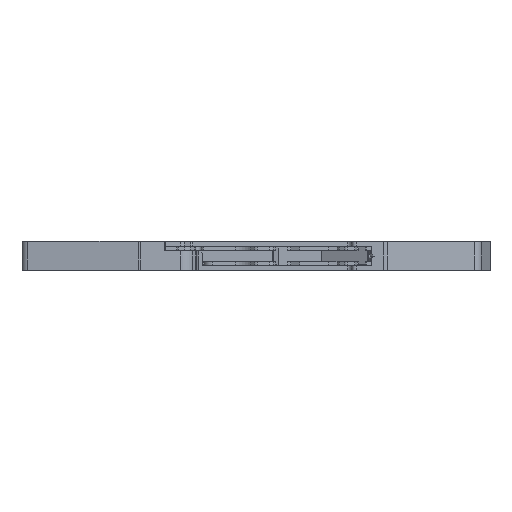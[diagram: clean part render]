
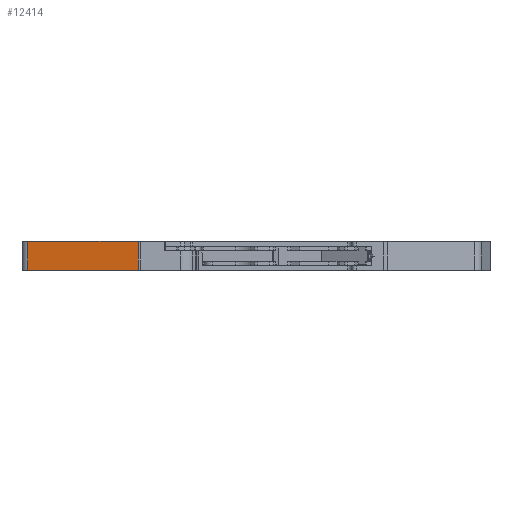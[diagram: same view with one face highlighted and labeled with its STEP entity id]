
A CAD part, front view. The second image highlights one B-rep face of the part: STEP entity #12414.
In plain terms, the highlighted planar face has unit normal (-0.131, -0.991, 0).
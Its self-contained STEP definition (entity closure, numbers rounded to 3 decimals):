
#597 = DIRECTION ( 'NONE',  ( -0.991, 0.131, 0. ) ) ;
#598 = LINE ( 'NONE', #601, #13452 ) ;
#601 = CARTESIAN_POINT ( 'NONE',  ( 230.493, 5.49, -0.345 ) ) ;
#607 = LINE ( 'NONE', #620, #13589 ) ;
#620 = CARTESIAN_POINT ( 'NONE',  ( 205.493, 8.781, -105.54 ) ) ;
#656 = DIRECTION ( 'NONE',  ( 0., 0., 1. ) ) ;
#4424 = EDGE_CURVE ( 'NONE', #18460, #18464, #9024, .T. ) ;
#4558 = EDGE_CURVE ( 'NONE', #18464, #18670, #9444, .T. ) ;
#5433 = CARTESIAN_POINT ( 'NONE',  ( 230.493, 5.49, -0.345 ) ) ;
#5453 = CARTESIAN_POINT ( 'NONE',  ( 230.493, 5.49, 6.21 ) ) ;
#5505 = CARTESIAN_POINT ( 'NONE',  ( 205.493, 8.781, 6.21 ) ) ;
#5744 = CARTESIAN_POINT ( 'NONE',  ( 205.493, 8.781, -0.345 ) ) ;
#9004 = CARTESIAN_POINT ( 'NONE',  ( 230.493, 5.49, -105.54 ) ) ;
#9024 = LINE ( 'NONE', #9004, #15404 ) ;
#9039 = DIRECTION ( 'NONE',  ( 0., 0., 1. ) ) ;
#9444 = LINE ( 'NONE', #9445, #15607 ) ;
#9445 = CARTESIAN_POINT ( 'NONE',  ( 265.591, 0.869, 6.21 ) ) ;
#9447 = DIRECTION ( 'NONE',  ( -0.991, 0.131, 0. ) ) ;
#11252 = DIRECTION ( 'NONE',  ( -0.131, -0.991, 0. ) ) ;
#11254 = DIRECTION ( 'NONE',  ( 0.991, -0.131, 0. ) ) ;
#11275 = CARTESIAN_POINT ( 'NONE',  ( 265.591, 0.869, -105.54 ) ) ;
#11285 = PLANE ( 'NONE',  #13122 ) ;
#11303 = FACE_OUTER_BOUND ( 'NONE', #18429, .T. ) ;
#12414 = ADVANCED_FACE ( 'NONE', ( #11303 ), #11285, .T. ) ;
#13122 = AXIS2_PLACEMENT_3D ( 'NONE', #11275, #11252, #11254 ) ;
#13452 = VECTOR ( 'NONE', #597, 1000. ) ;
#13589 = VECTOR ( 'NONE', #656, 1000. ) ;
#15404 = VECTOR ( 'NONE', #9039, 1000. ) ;
#15607 = VECTOR ( 'NONE', #9447, 1000. ) ;
#18429 = EDGE_LOOP ( 'NONE', ( #21648, #21678, #21697, #21679 ) ) ;
#18460 = VERTEX_POINT ( 'NONE', #5433 ) ;
#18464 = VERTEX_POINT ( 'NONE', #5453 ) ;
#18670 = VERTEX_POINT ( 'NONE', #5505 ) ;
#18910 = VERTEX_POINT ( 'NONE', #5744 ) ;
#21648 = ORIENTED_EDGE ( 'NONE', *, *, #4424, .T. ) ;
#21678 = ORIENTED_EDGE ( 'NONE', *, *, #4558, .T. ) ;
#21679 = ORIENTED_EDGE ( 'NONE', *, *, #22381, .F. ) ;
#21697 = ORIENTED_EDGE ( 'NONE', *, *, #22391, .F. ) ;
#22381 = EDGE_CURVE ( 'NONE', #18460, #18910, #598, .T. ) ;
#22391 = EDGE_CURVE ( 'NONE', #18910, #18670, #607, .T. ) ;
